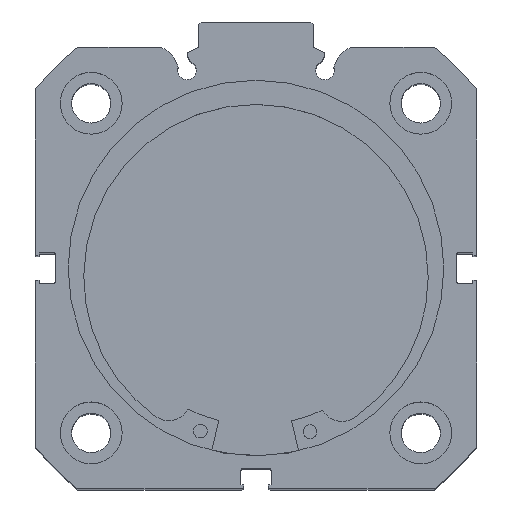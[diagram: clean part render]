
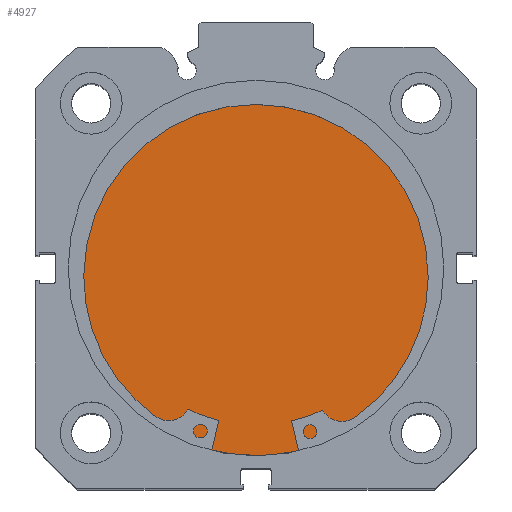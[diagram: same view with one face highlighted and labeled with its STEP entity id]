
A CAD part, top view. The second image highlights one B-rep face of the part: STEP entity #4927.
In plain terms, the highlighted face is planar.
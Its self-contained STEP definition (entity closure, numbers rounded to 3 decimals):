
#129 = ORIENTED_EDGE ( 'NONE', *, *, #3299, .F. ) ;
#130 = ORIENTED_EDGE ( 'NONE', *, *, #3206, .F. ) ;
#2427 = CARTESIAN_POINT ( 'NONE',  ( 12., 0., 0. ) ) ;
#2437 = DIRECTION ( 'NONE',  ( -1., 0., 0. ) ) ;
#2438 = DIRECTION ( 'NONE',  ( 0., 0., 1. ) ) ;
#3206 = EDGE_CURVE ( 'NONE', #6708, #6694, #3932, .T. ) ;
#3299 = EDGE_CURVE ( 'NONE', #6694, #6708, #4054, .T. ) ;
#3596 = AXIS2_PLACEMENT_3D ( 'NONE', #2427, #2437, #2438 ) ;
#3932 = CIRCLE ( 'NONE', #3596, 41. ) ;
#4054 = CIRCLE ( 'NONE', #6260, 41. ) ;
#4210 = FACE_OUTER_BOUND ( 'NONE', #6467, .T. ) ;
#4927 = ADVANCED_FACE ( 'NONE', ( #4210 ), #5522, .F. ) ;
#5203 = CARTESIAN_POINT ( 'NONE',  ( 12., 0., 0. ) ) ;
#5210 = DIRECTION ( 'NONE',  ( -1., 0., 0. ) ) ;
#5211 = DIRECTION ( 'NONE',  ( 0., 0., 1. ) ) ;
#5521 = CARTESIAN_POINT ( 'NONE',  ( 12., 41., 0. ) ) ;
#5522 = PLANE ( 'NONE',  #6346 ) ;
#5524 = DIRECTION ( 'NONE',  ( -1., 0., 0. ) ) ;
#5525 = DIRECTION ( 'NONE',  ( 0., 0., 1. ) ) ;
#5892 = CARTESIAN_POINT ( 'NONE',  ( 12., 0., -41. ) ) ;
#5906 = CARTESIAN_POINT ( 'NONE',  ( 12., 0., 41. ) ) ;
#6260 = AXIS2_PLACEMENT_3D ( 'NONE', #5203, #5210, #5211 ) ;
#6346 = AXIS2_PLACEMENT_3D ( 'NONE', #5521, #5524, #5525 ) ;
#6467 = EDGE_LOOP ( 'NONE', ( #130, #129 ) ) ;
#6694 = VERTEX_POINT ( 'NONE', #5892 ) ;
#6708 = VERTEX_POINT ( 'NONE', #5906 ) ;
